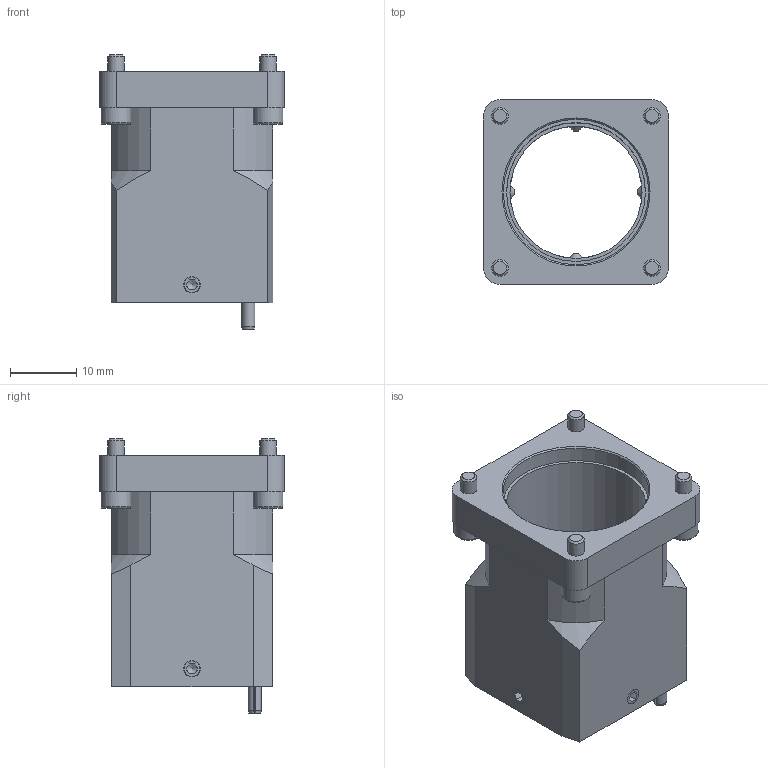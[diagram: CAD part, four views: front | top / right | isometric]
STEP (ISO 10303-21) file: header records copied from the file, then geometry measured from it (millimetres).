
FILE_DESCRIPTION(/* description */ (''),/* implementation_level */ '2;1');
FILE_NAME(/* name */ 'CAD_108256.stp',/* time_stamp */ '2021-01-19T10:18:59+01:00',/* author */ ('Hypex'),/* organization */ ('Hypex'),/* preprocessor_version */ 'ST-DEVELOPER v18',/* originating_system */ 'Autodesk Inventor 2020',/* authorisation */ '');
FILE_SCHEMA (('AUTOMOTIVE_DESIGN { 1 0 10303 214 3 1 1 }'));
Length unit declared in the file: millimetre
Products named in the file (1): CAD_108256
Bounding box: 28 x 28 x 41.5 mm (x, y, z)
Volume: 9425.3 mm3; surface area: 7018.8 mm2
Topology: 2 solids, 2 shells, 149 faces, 403 edges, 276 vertices
Faces by surface type: plane 85, cone 30, cylinder 30, torus 4
Full cylindrical faces by diameter (mm): 2.1 x1, 2.459 x8, 2.5 x4, 4.5 x4, 20 x1, 21 x1, 22 x1
Entity records: 4967 total; most frequent: CARTESIAN_POINT 1085, ORIENTED_EDGE 788, DIRECTION 745, EDGE_CURVE 394, VERTEX_POINT 276, AXIS2_PLACEMENT_3D 274, LINE 197, VECTOR 197
